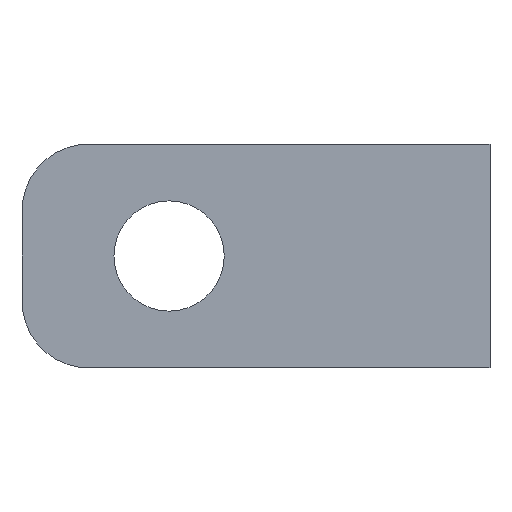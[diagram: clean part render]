
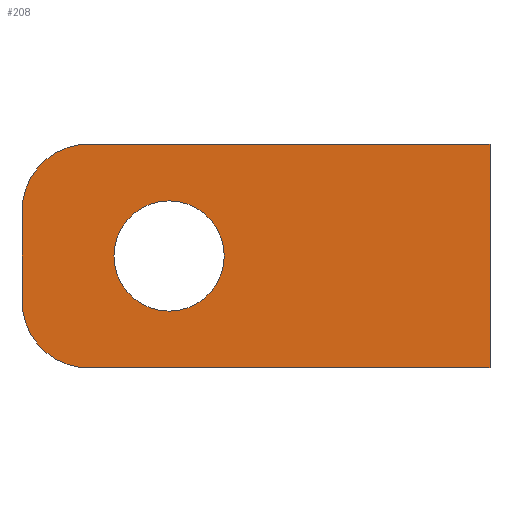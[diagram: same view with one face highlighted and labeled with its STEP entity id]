
A CAD part, front view. The second image highlights one B-rep face of the part: STEP entity #208.
In plain terms, the highlighted planar face has unit normal (0, -1, 0).
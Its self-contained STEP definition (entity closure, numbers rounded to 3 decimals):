
#22 = CIRCLE ( 'NONE', #1249, 1.65 ) ;
#38 = CIRCLE ( 'NONE', #364, 2. ) ;
#48 = CARTESIAN_POINT ( 'NONE',  ( -9.6, 0., 0. ) ) ;
#75 = VERTEX_POINT ( 'NONE', #878 ) ;
#102 = CARTESIAN_POINT ( 'NONE',  ( -14., 0., 3.35 ) ) ;
#108 = CARTESIAN_POINT ( 'NONE',  ( -12., 0., 3.35 ) ) ;
#128 = DIRECTION ( 'NONE',  ( 1., 0., 0. ) ) ;
#182 = VECTOR ( 'NONE', #1016, 1000. ) ;
#208 = ADVANCED_FACE ( 'NONE', ( #717, #265 ), #1766, .F. ) ;
#265 = FACE_OUTER_BOUND ( 'NONE', #2071, .T. ) ;
#272 = DIRECTION ( 'NONE',  ( 0., -1., 0. ) ) ;
#322 = DIRECTION ( 'NONE',  ( 1., 0., 0. ) ) ;
#343 = VERTEX_POINT ( 'NONE', #1153 ) ;
#364 = AXIS2_PLACEMENT_3D ( 'NONE', #1952, #272, #2118 ) ;
#381 = ORIENTED_EDGE ( 'NONE', *, *, #781, .T. ) ;
#401 = EDGE_CURVE ( 'NONE', #992, #1719, #1676, .T. ) ;
#435 = EDGE_CURVE ( 'NONE', #1272, #343, #806, .T. ) ;
#448 = CARTESIAN_POINT ( 'NONE',  ( -9.6, 0., 0. ) ) ;
#464 = CIRCLE ( 'NONE', #1093, 1.65 ) ;
#468 = CARTESIAN_POINT ( 'NONE',  ( -9.6, 0., 1.65 ) ) ;
#538 = CARTESIAN_POINT ( 'NONE',  ( 0., 0., 3.35 ) ) ;
#584 = EDGE_CURVE ( 'NONE', #1253, #75, #22, .T. ) ;
#658 = DIRECTION ( 'NONE',  ( 0., -1., 0. ) ) ;
#659 = DIRECTION ( 'NONE',  ( 0., 0., -1. ) ) ;
#665 = EDGE_LOOP ( 'NONE', ( #1695, #1561 ) ) ;
#693 = LINE ( 'NONE', #538, #182 ) ;
#701 = ORIENTED_EDGE ( 'NONE', *, *, #1283, .F. ) ;
#717 = FACE_BOUND ( 'NONE', #665, .T. ) ;
#781 = EDGE_CURVE ( 'NONE', #1719, #2112, #1087, .T. ) ;
#806 = LINE ( 'NONE', #1618, #1994 ) ;
#850 = EDGE_CURVE ( 'NONE', #992, #1366, #1636, .T. ) ;
#852 = ORIENTED_EDGE ( 'NONE', *, *, #401, .T. ) ;
#878 = CARTESIAN_POINT ( 'NONE',  ( -9.6, 0., -1.65 ) ) ;
#893 = DIRECTION ( 'NONE',  ( 0., 0., -1. ) ) ;
#899 = VECTOR ( 'NONE', #322, 1000. ) ;
#958 = ORIENTED_EDGE ( 'NONE', *, *, #1621, .T. ) ;
#960 = AXIS2_PLACEMENT_3D ( 'NONE', #1758, #1778, #2080 ) ;
#961 = DIRECTION ( 'NONE',  ( 0., 0., 1. ) ) ;
#992 = VERTEX_POINT ( 'NONE', #108 ) ;
#1016 = DIRECTION ( 'NONE',  ( 0., 0., -1. ) ) ;
#1087 = LINE ( 'NONE', #102, #1219 ) ;
#1093 = AXIS2_PLACEMENT_3D ( 'NONE', #448, #2171, #659 ) ;
#1153 = CARTESIAN_POINT ( 'NONE',  ( 0., 0., -3.35 ) ) ;
#1158 = EDGE_CURVE ( 'NONE', #75, #1253, #464, .T. ) ;
#1196 = DIRECTION ( 'NONE',  ( 0., -1., 0. ) ) ;
#1219 = VECTOR ( 'NONE', #1440, 1000. ) ;
#1234 = ORIENTED_EDGE ( 'NONE', *, *, #435, .T. ) ;
#1249 = AXIS2_PLACEMENT_3D ( 'NONE', #48, #1196, #893 ) ;
#1253 = VERTEX_POINT ( 'NONE', #468 ) ;
#1272 = VERTEX_POINT ( 'NONE', #1376 ) ;
#1283 = EDGE_CURVE ( 'NONE', #1366, #343, #693, .T. ) ;
#1337 = ORIENTED_EDGE ( 'NONE', *, *, #850, .F. ) ;
#1366 = VERTEX_POINT ( 'NONE', #2056 ) ;
#1376 = CARTESIAN_POINT ( 'NONE',  ( -12., 0., -3.35 ) ) ;
#1440 = DIRECTION ( 'NONE',  ( 0., 0., -1. ) ) ;
#1455 = AXIS2_PLACEMENT_3D ( 'NONE', #2123, #658, #961 ) ;
#1561 = ORIENTED_EDGE ( 'NONE', *, *, #584, .F. ) ;
#1618 = CARTESIAN_POINT ( 'NONE',  ( 0., 0., -3.35 ) ) ;
#1621 = EDGE_CURVE ( 'NONE', #2112, #1272, #38, .T. ) ;
#1636 = LINE ( 'NONE', #1828, #899 ) ;
#1676 = CIRCLE ( 'NONE', #1455, 2. ) ;
#1695 = ORIENTED_EDGE ( 'NONE', *, *, #1158, .F. ) ;
#1719 = VERTEX_POINT ( 'NONE', #1793 ) ;
#1758 = CARTESIAN_POINT ( 'NONE',  ( 0., 0., 3.35 ) ) ;
#1766 = PLANE ( 'NONE',  #960 ) ;
#1778 = DIRECTION ( 'NONE',  ( 0., 1., 0. ) ) ;
#1793 = CARTESIAN_POINT ( 'NONE',  ( -14., 0., 1.35 ) ) ;
#1828 = CARTESIAN_POINT ( 'NONE',  ( 0., 0., 3.35 ) ) ;
#1849 = CARTESIAN_POINT ( 'NONE',  ( -14., 0., -1.35 ) ) ;
#1952 = CARTESIAN_POINT ( 'NONE',  ( -12., 0., -1.35 ) ) ;
#1994 = VECTOR ( 'NONE', #128, 1000. ) ;
#2056 = CARTESIAN_POINT ( 'NONE',  ( 0., 0., 3.35 ) ) ;
#2071 = EDGE_LOOP ( 'NONE', ( #381, #958, #1234, #701, #1337, #852 ) ) ;
#2080 = DIRECTION ( 'NONE',  ( 0., 0., 1. ) ) ;
#2112 = VERTEX_POINT ( 'NONE', #1849 ) ;
#2118 = DIRECTION ( 'NONE',  ( 0., 0., 1. ) ) ;
#2123 = CARTESIAN_POINT ( 'NONE',  ( -12., 0., 1.35 ) ) ;
#2171 = DIRECTION ( 'NONE',  ( 0., -1., 0. ) ) ;
